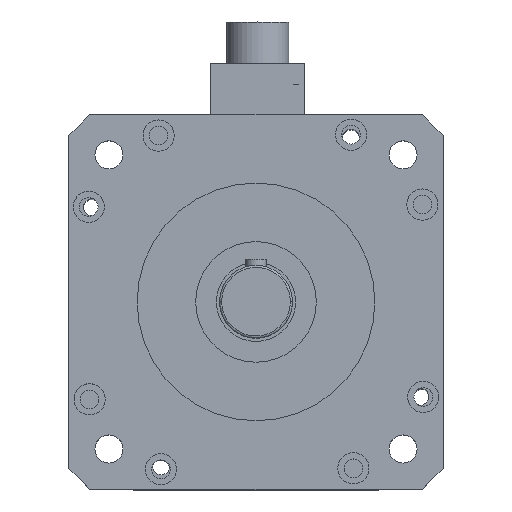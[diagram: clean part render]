
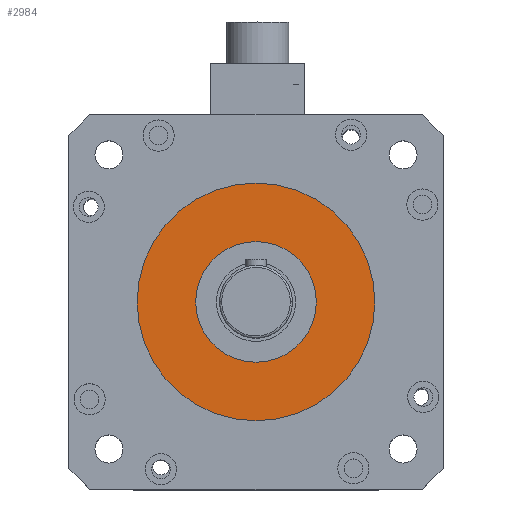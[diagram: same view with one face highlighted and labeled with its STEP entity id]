
A CAD part, top view. The second image highlights one B-rep face of the part: STEP entity #2984.
In plain terms, the highlighted planar face has unit normal (0, 0, 1).
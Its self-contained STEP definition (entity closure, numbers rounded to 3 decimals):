
#236 = AXIS2_PLACEMENT_3D ( 'NONE', #2143, #7818, #5135 ) ;
#532 = DIRECTION ( 'NONE',  ( 0., 0., 1. ) ) ;
#1040 = EDGE_LOOP ( 'NONE', ( #5923, #10364 ) ) ;
#1069 = DIRECTION ( 'NONE',  ( 0., 0., -1. ) ) ;
#1187 = VERTEX_POINT ( 'NONE', #1589 ) ;
#1589 = CARTESIAN_POINT ( 'NONE',  ( -57.15, 0., 232.2 ) ) ;
#2143 = CARTESIAN_POINT ( 'NONE',  ( 0., 0., 232.2 ) ) ;
#2148 = AXIS2_PLACEMENT_3D ( 'NONE', #7613, #1069, #11667 ) ;
#2691 = CARTESIAN_POINT ( 'NONE',  ( 29., 0., 232.2 ) ) ;
#2960 = AXIS2_PLACEMENT_3D ( 'NONE', #9068, #532, #10064 ) ;
#2984 = ADVANCED_FACE ( 'NONE', ( #8104, #10158 ), #9101, .T. ) ;
#3491 = CARTESIAN_POINT ( 'NONE',  ( 57.15, 0., 232.2 ) ) ;
#3744 = CIRCLE ( 'NONE', #2960, 29. ) ;
#4563 = CIRCLE ( 'NONE', #7953, 29. ) ;
#5135 = DIRECTION ( 'NONE',  ( -1., 0., 0. ) ) ;
#5141 = EDGE_LOOP ( 'NONE', ( #8530, #8261 ) ) ;
#5923 = ORIENTED_EDGE ( 'NONE', *, *, #5959, .F. ) ;
#5959 = EDGE_CURVE ( 'NONE', #1187, #5976, #9981, .T. ) ;
#5976 = VERTEX_POINT ( 'NONE', #8939 ) ;
#6223 = CARTESIAN_POINT ( 'NONE',  ( 0., 0., 232.2 ) ) ;
#6843 = AXIS2_PLACEMENT_3D ( 'NONE', #3491, #8170, #11094 ) ;
#7520 = CIRCLE ( 'NONE', #2148, 57.15 ) ;
#7613 = CARTESIAN_POINT ( 'NONE',  ( 0., 0., 232.2 ) ) ;
#7649 = EDGE_CURVE ( 'NONE', #10596, #11046, #3744, .T. ) ;
#7818 = DIRECTION ( 'NONE',  ( 0., 0., -1. ) ) ;
#7953 = AXIS2_PLACEMENT_3D ( 'NONE', #6223, #11888, #10015 ) ;
#8104 = FACE_OUTER_BOUND ( 'NONE', #1040, .T. ) ;
#8170 = DIRECTION ( 'NONE',  ( 0., 0., 1. ) ) ;
#8261 = ORIENTED_EDGE ( 'NONE', *, *, #12257, .F. ) ;
#8406 = CARTESIAN_POINT ( 'NONE',  ( -29., 0., 232.2 ) ) ;
#8530 = ORIENTED_EDGE ( 'NONE', *, *, #7649, .F. ) ;
#8939 = CARTESIAN_POINT ( 'NONE',  ( 57.15, 0., 232.2 ) ) ;
#9068 = CARTESIAN_POINT ( 'NONE',  ( 0., 0., 232.2 ) ) ;
#9101 = PLANE ( 'NONE',  #6843 ) ;
#9981 = CIRCLE ( 'NONE', #236, 57.15 ) ;
#10015 = DIRECTION ( 'NONE',  ( 1., 0., 0. ) ) ;
#10064 = DIRECTION ( 'NONE',  ( 1., 0., 0. ) ) ;
#10158 = FACE_BOUND ( 'NONE', #5141, .T. ) ;
#10364 = ORIENTED_EDGE ( 'NONE', *, *, #10777, .F. ) ;
#10596 = VERTEX_POINT ( 'NONE', #2691 ) ;
#10777 = EDGE_CURVE ( 'NONE', #5976, #1187, #7520, .T. ) ;
#11046 = VERTEX_POINT ( 'NONE', #8406 ) ;
#11094 = DIRECTION ( 'NONE',  ( 1., 0., 0. ) ) ;
#11667 = DIRECTION ( 'NONE',  ( -1., 0., 0. ) ) ;
#11888 = DIRECTION ( 'NONE',  ( 0., 0., 1. ) ) ;
#12257 = EDGE_CURVE ( 'NONE', #11046, #10596, #4563, .T. ) ;
